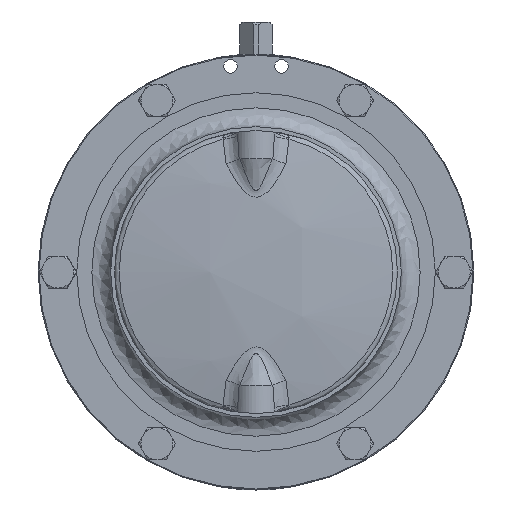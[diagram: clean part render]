
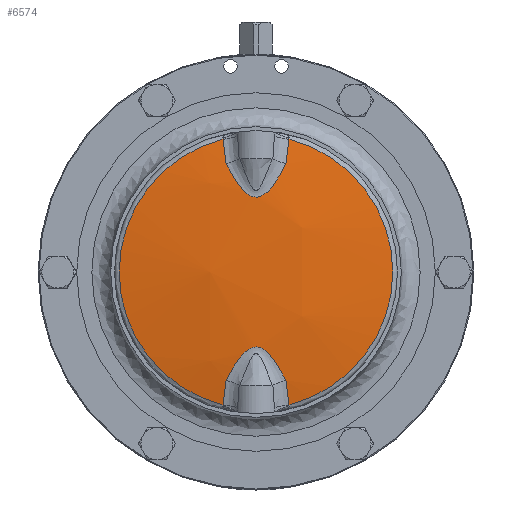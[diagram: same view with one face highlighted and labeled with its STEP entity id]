
A CAD part, left-side view. The second image highlights one B-rep face of the part: STEP entity #6574.
In plain terms, the highlighted spherical face has radius 438 mm.
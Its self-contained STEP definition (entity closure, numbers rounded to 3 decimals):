
#2780=CARTESIAN_POINT('',(-2.959,17.479,-70.358));
#2781=VERTEX_POINT('',#2780);
#2789=CARTESIAN_POINT('',(-2.959,17.479,70.358));
#2790=VERTEX_POINT('',#2789);
#2791=CARTESIAN_POINT('',(-2.959,0.0,0.0));
#2792=DIRECTION('',(1.0,0.0,0.0));
#2793=DIRECTION('',(0.0,0.0,1.0));
#2794=AXIS2_PLACEMENT_3D('',#2791,#2792,#2793);
#2795=CIRCLE('',#2794,72.497);
#2796=EDGE_CURVE('',#2781,#2790,#2795,.T.);
#4794=CARTESIAN_POINT('',(-4.936,-15.876,-57.374));
#4795=VERTEX_POINT('',#4794);
#4809=CARTESIAN_POINT('',(-4.936,15.876,-57.374));
#4810=VERTEX_POINT('',#4809);
#4811=CARTESIAN_POINT('',(-4.936,-15.876,-57.374));
#4812=CARTESIAN_POINT('',(-5.093,-15.353,-56.328));
#4813=CARTESIAN_POINT('',(-5.398,-14.279,-54.249));
#4814=CARTESIAN_POINT('',(-5.871,-12.364,-50.83));
#4815=CARTESIAN_POINT('',(-6.214,-10.694,-48.181));
#4816=CARTESIAN_POINT('',(-6.449,-9.322,-46.275));
#4817=CARTESIAN_POINT('',(-6.674,-7.895,-44.417));
#4818=CARTESIAN_POINT('',(-6.912,-6.016,-42.34));
#4819=CARTESIAN_POINT('',(-7.085,-3.766,-40.756));
#4820=CARTESIAN_POINT('',(-7.155,-2.322,-40.096));
#4821=CARTESIAN_POINT('',(-7.189,-1.183,-39.775));
#4822=CARTESIAN_POINT('',(-7.201,0.,-39.661));
#4823=CARTESIAN_POINT('',(-7.189,1.183,-39.775));
#4824=CARTESIAN_POINT('',(-7.155,2.322,-40.095));
#4825=CARTESIAN_POINT('',(-7.085,3.766,-40.756));
#4826=CARTESIAN_POINT('',(-6.962,5.375,-41.886));
#4827=CARTESIAN_POINT('',(-6.807,6.802,-43.254));
#4828=CARTESIAN_POINT('',(-6.67,7.859,-44.434));
#4829=CARTESIAN_POINT('',(-6.526,8.858,-45.648));
#4830=CARTESIAN_POINT('',(-6.334,10.019,-47.219));
#4831=CARTESIAN_POINT('',(-6.086,11.32,-49.175));
#4832=CARTESIAN_POINT('',(-5.777,12.747,-51.514));
#4833=CARTESIAN_POINT('',(-5.398,14.279,-54.25));
#4834=CARTESIAN_POINT('',(-5.093,15.353,-56.328));
#4835=CARTESIAN_POINT('',(-4.936,15.876,-57.374));
#4836=B_SPLINE_CURVE_WITH_KNOTS('',3,(#4811,#4812,#4813,#4814,#4815,#4816,#4817,#4818,#4819,#4820,#4821,#4822,#4823,#4824,#4825,#4826,#4827,#4828,#4829,#4830,#4831,#4832,#4833,#4834,#4835),.UNSPECIFIED.,.F.,.U.,(4,1,1,1,1,1,1,1,1,1,1,1,1,1,1,1,1,1,1,1,1,1,4),(-7.305,-6.943,-6.582,-6.099,-5.978,-5.858,-5.375,-5.134,-5.013,-4.893,-4.772,-4.651,-4.531,-4.41,-4.169,-3.928,-3.807,-3.686,-3.445,-3.204,-2.963,-2.601,-2.239),.UNSPECIFIED.);
#4837=EDGE_CURVE('',#4795,#4810,#4836,.T.);
#5441=CARTESIAN_POINT('',(-4.936,15.876,57.374));
#5442=VERTEX_POINT('',#5441);
#5456=CARTESIAN_POINT('',(-4.936,-15.876,57.374));
#5457=VERTEX_POINT('',#5456);
#5458=CARTESIAN_POINT('',(-4.936,15.876,57.374));
#5459=CARTESIAN_POINT('',(-5.093,15.353,56.328));
#5460=CARTESIAN_POINT('',(-5.398,14.278,54.249));
#5461=CARTESIAN_POINT('',(-5.824,12.556,51.172));
#5462=CARTESIAN_POINT('',(-6.129,11.11,48.843));
#5463=CARTESIAN_POINT('',(-6.332,10.008,47.228));
#5464=CARTESIAN_POINT('',(-6.449,9.321,46.275));
#5465=CARTESIAN_POINT('',(-6.599,8.371,45.035));
#5466=CARTESIAN_POINT('',(-6.776,7.088,43.53));
#5467=CARTESIAN_POINT('',(-6.931,5.66,42.158));
#5468=CARTESIAN_POINT('',(-7.035,4.409,41.209));
#5469=CARTESIAN_POINT('',(-7.125,3.07,40.383));
#5470=CARTESIAN_POINT('',(-7.185,1.576,39.812));
#5471=CARTESIAN_POINT('',(-7.201,0.,39.661));
#5472=CARTESIAN_POINT('',(-7.189,-1.183,39.775));
#5473=CARTESIAN_POINT('',(-7.155,-2.322,40.096));
#5474=CARTESIAN_POINT('',(-7.102,-3.405,40.59));
#5475=CARTESIAN_POINT('',(-7.035,-4.409,41.209));
#5476=CARTESIAN_POINT('',(-6.977,-5.113,41.743));
#5477=CARTESIAN_POINT('',(-6.934,-5.565,42.122));
#5478=CARTESIAN_POINT('',(-6.905,-5.862,42.381));
#5479=CARTESIAN_POINT('',(-6.853,-6.37,42.847));
#5480=CARTESIAN_POINT('',(-6.741,-7.345,43.831));
#5481=CARTESIAN_POINT('',(-6.582,-8.499,45.185));
#5482=CARTESIAN_POINT('',(-6.392,-9.673,46.745));
#5483=CARTESIAN_POINT('',(-6.15,-11.008,48.678));
#5484=CARTESIAN_POINT('',(-5.824,-12.555,51.172));
#5485=CARTESIAN_POINT('',(-5.398,-14.279,54.25));
#5486=CARTESIAN_POINT('',(-5.093,-15.353,56.328));
#5487=CARTESIAN_POINT('',(-4.936,-15.876,57.374));
#5488=B_SPLINE_CURVE_WITH_KNOTS('',3,(#5458,#5459,#5460,#5461,#5462,#5463,#5464,#5465,#5466,#5467,#5468,#5469,#5470,#5471,#5472,#5473,#5474,#5475,#5476,#5477,#5478,#5479,#5480,#5481,#5482,#5483,#5484,#5485,#5486,#5487),.UNSPECIFIED.,.F.,.U.,(4,1,1,1,1,1,1,1,1,1,1,1,1,1,1,1,1,1,1,1,1,1,1,1,1,1,1,4),(-7.305,-6.943,-6.582,-6.22,-6.099,-5.978,-5.858,-5.616,-5.375,-5.255,-5.134,-4.893,-4.772,-4.651,-4.531,-4.41,-4.29,-4.169,-4.139,-4.109,-4.048,-3.928,-3.686,-3.505,-3.324,-2.963,-2.601,-2.239),.UNSPECIFIED.);
#5489=EDGE_CURVE('',#5442,#5457,#5488,.T.);
#5882=CARTESIAN_POINT('',(-2.959,-17.479,-70.358));
#5883=VERTEX_POINT('',#5882);
#5945=CARTESIAN_POINT('',(-2.959,-17.479,-70.358));
#5946=CARTESIAN_POINT('',(-3.682,-16.96,-66.046));
#5947=CARTESIAN_POINT('',(-4.342,-16.419,-61.717));
#5948=CARTESIAN_POINT('',(-4.936,-15.876,-57.374));
#5949=B_SPLINE_CURVE_WITH_KNOTS('',3,(#5945,#5946,#5947,#5948),.UNSPECIFIED.,.F.,.U.,(4,4),(-15.412,-14.061),.UNSPECIFIED.);
#5950=EDGE_CURVE('',#5883,#4795,#5949,.T.);
#6045=CARTESIAN_POINT('',(-4.936,15.876,-57.374));
#6046=CARTESIAN_POINT('',(-4.342,16.419,-61.717));
#6047=CARTESIAN_POINT('',(-3.682,16.96,-66.046));
#6048=CARTESIAN_POINT('',(-2.959,17.479,-70.358));
#6049=B_SPLINE_CURVE_WITH_KNOTS('',3,(#6045,#6046,#6047,#6048),.UNSPECIFIED.,.F.,.U.,(4,4),(-1.351,0.0),.UNSPECIFIED.);
#6050=EDGE_CURVE('',#4810,#2781,#6049,.T.);
#6539=CARTESIAN_POINT('',(429.,0.0,0.));
#6540=DIRECTION('',(0.0,-1.0,0.0));
#6541=DIRECTION('',(1.0,0.0,0.0));
#6542=AXIS2_PLACEMENT_3D('',#6539,#6540,#6541);
#6543=SPHERICAL_SURFACE('',#6542,438.);
#6544=ORIENTED_EDGE('',*,*,#4837,.F.);
#6545=ORIENTED_EDGE('',*,*,#5950,.F.);
#6546=CARTESIAN_POINT('',(-2.959,-17.479,70.358));
#6547=VERTEX_POINT('',#6546);
#6548=CARTESIAN_POINT('',(-2.959,0.0,0.0));
#6549=DIRECTION('',(1.0,0.0,0.0));
#6550=DIRECTION('',(0.0,0.0,1.0));
#6551=AXIS2_PLACEMENT_3D('',#6548,#6549,#6550);
#6552=CIRCLE('',#6551,72.497);
#6553=EDGE_CURVE('',#6547,#5883,#6552,.T.);
#6554=ORIENTED_EDGE('',*,*,#6553,.F.);
#6555=CARTESIAN_POINT('',(-4.936,-15.876,57.374));
#6556=CARTESIAN_POINT('',(-4.342,-16.419,61.717));
#6557=CARTESIAN_POINT('',(-3.682,-16.96,66.046));
#6558=CARTESIAN_POINT('',(-2.959,-17.479,70.358));
#6559=B_SPLINE_CURVE_WITH_KNOTS('',3,(#6555,#6556,#6557,#6558),.UNSPECIFIED.,.F.,.U.,(4,4),(-1.351,0.0),.UNSPECIFIED.);
#6560=EDGE_CURVE('',#5457,#6547,#6559,.T.);
#6561=ORIENTED_EDGE('',*,*,#6560,.F.);
#6562=ORIENTED_EDGE('',*,*,#5489,.F.);
#6563=CARTESIAN_POINT('',(-2.959,17.479,70.358));
#6564=CARTESIAN_POINT('',(-3.682,16.96,66.046));
#6565=CARTESIAN_POINT('',(-4.342,16.419,61.717));
#6566=CARTESIAN_POINT('',(-4.936,15.876,57.374));
#6567=B_SPLINE_CURVE_WITH_KNOTS('',3,(#6563,#6564,#6565,#6566),.UNSPECIFIED.,.F.,.U.,(4,4),(-15.584,-14.233),.UNSPECIFIED.);
#6568=EDGE_CURVE('',#2790,#5442,#6567,.T.);
#6569=ORIENTED_EDGE('',*,*,#6568,.F.);
#6570=ORIENTED_EDGE('',*,*,#2796,.F.);
#6571=ORIENTED_EDGE('',*,*,#6050,.F.);
#6572=EDGE_LOOP('',(#6544,#6545,#6554,#6561,#6562,#6569,#6570,#6571));
#6573=FACE_OUTER_BOUND('',#6572,.T.);
#6574=ADVANCED_FACE('',(#6573),#6543,.T.);
